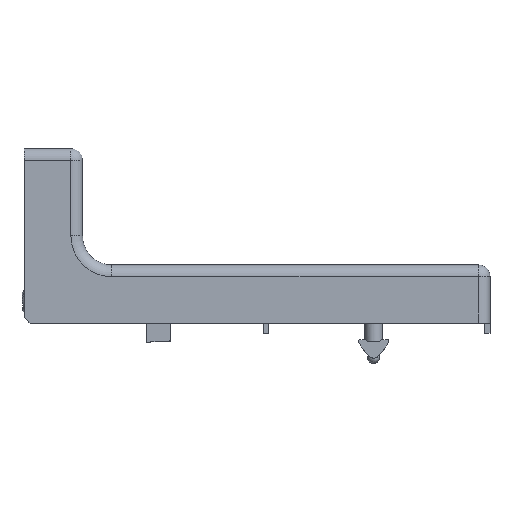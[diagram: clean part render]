
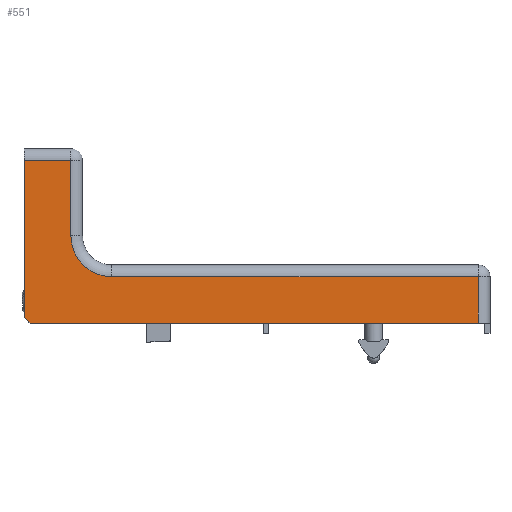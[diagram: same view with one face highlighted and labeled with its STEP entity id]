
A CAD part, top view. The second image highlights one B-rep face of the part: STEP entity #551.
In plain terms, the highlighted face is planar.
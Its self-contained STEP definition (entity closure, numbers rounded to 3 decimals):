
#551 = ADVANCED_FACE( '', ( #1191 ), #1192, .F. );
#1191 = FACE_OUTER_BOUND( '', #1956, .T. );
#1192 = PLANE( '', #1957 );
#1956 = EDGE_LOOP( '', ( #3437, #3438, #3439, #3440, #3441, #3442, #3443, #3444 ) );
#1957 = AXIS2_PLACEMENT_3D( '', #3445, #3446, #3447 );
#3437 = ORIENTED_EDGE( '', *, *, #4920, .T. );
#3438 = ORIENTED_EDGE( '', *, *, #4434, .T. );
#3439 = ORIENTED_EDGE( '', *, *, #4921, .F. );
#3440 = ORIENTED_EDGE( '', *, *, #4712, .F. );
#3441 = ORIENTED_EDGE( '', *, *, #4855, .F. );
#3442 = ORIENTED_EDGE( '', *, *, #4870, .T. );
#3443 = ORIENTED_EDGE( '', *, *, #4684, .T. );
#3444 = ORIENTED_EDGE( '', *, *, #4922, .T. );
#3445 = CARTESIAN_POINT( '', ( 56., 16., -19. ) );
#3446 = DIRECTION( '', ( 0., 0., 1. ) );
#3447 = DIRECTION( '', ( 1., 0., 0. ) );
#4434 = EDGE_CURVE( '', #5298, #5302, #5304, .F. );
#4684 = EDGE_CURVE( '', #5562, #5716, #5718, .F. );
#4712 = EDGE_CURVE( '', #5758, #5760, #5761, .T. );
#4855 = EDGE_CURVE( '', #5968, #5758, #5970, .T. );
#4870 = EDGE_CURVE( '', #5968, #5562, #5993, .F. );
#4920 = EDGE_CURVE( '', #6054, #5298, #6055, .F. );
#4921 = EDGE_CURVE( '', #5760, #5302, #6056, .T. );
#4922 = EDGE_CURVE( '', #5716, #6054, #6057, .T. );
#5298 = VERTEX_POINT( '', #6532 );
#5302 = VERTEX_POINT( '', #6537 );
#5304 = LINE( '', #6539, #6540 );
#5562 = VERTEX_POINT( '', #6910 );
#5716 = VERTEX_POINT( '', #7174 );
#5718 = LINE( '', #7176, #7177 );
#5758 = VERTEX_POINT( '', #7231 );
#5760 = VERTEX_POINT( '', #7234 );
#5761 = LINE( '', #7235, #7236 );
#5968 = VERTEX_POINT( '', #7591 );
#5970 = LINE( '', #7593, #7594 );
#5993 = LINE( '', #7628, #7629 );
#6054 = VERTEX_POINT( '', #7727 );
#6055 = LINE( '', #7728, #7729 );
#6056 = LINE( '', #7730, #7731 );
#6057 = CIRCLE( '', #7732, 14. );
#6532 = CARTESIAN_POINT( '', ( 56., 16., -19. ) );
#6537 = CARTESIAN_POINT( '', ( 56., 0., -19. ) );
#6539 = CARTESIAN_POINT( '', ( 56., 16., -19. ) );
#6540 = VECTOR( '', #8186, 1000. );
#6910 = CARTESIAN_POINT( '', ( 16., 156., -19. ) );
#7174 = CARTESIAN_POINT( '', ( 16., 30., -19. ) );
#7176 = CARTESIAN_POINT( '', ( 16., 16., -19. ) );
#7177 = VECTOR( '', #8499, 1000. );
#7231 = CARTESIAN_POINT( '', ( 0., 2., -19. ) );
#7234 = CARTESIAN_POINT( '', ( 2., 0., -19. ) );
#7235 = CARTESIAN_POINT( '', ( 0., 2., -19. ) );
#7236 = VECTOR( '', #8530, 1000. );
#7591 = CARTESIAN_POINT( '', ( 0., 156., -19. ) );
#7593 = CARTESIAN_POINT( '', ( 0., 160., -19. ) );
#7594 = VECTOR( '', #8703, 1000. );
#7628 = CARTESIAN_POINT( '', ( 56., 156., -19. ) );
#7629 = VECTOR( '', #8721, 1000. );
#7727 = CARTESIAN_POINT( '', ( 30., 16., -19. ) );
#7728 = CARTESIAN_POINT( '', ( 56., 16., -19. ) );
#7729 = VECTOR( '', #8771, 1000. );
#7730 = CARTESIAN_POINT( '', ( 2., 0., -19. ) );
#7731 = VECTOR( '', #8772, 1000. );
#7732 = AXIS2_PLACEMENT_3D( '', #8773, #8774, #8775 );
#8186 = DIRECTION( '', ( 0., 1., 0. ) );
#8499 = DIRECTION( '', ( 0., 1., 0. ) );
#8530 = DIRECTION( '', ( 0.707, -0.707, 0. ) );
#8703 = DIRECTION( '', ( 0., -1., 0. ) );
#8721 = DIRECTION( '', ( -1., 0., 0. ) );
#8771 = DIRECTION( '', ( -1., 0., 0. ) );
#8772 = DIRECTION( '', ( 1., 0., 0. ) );
#8773 = CARTESIAN_POINT( '', ( 30., 30., -19. ) );
#8774 = DIRECTION( '', ( 0., 0., 1. ) );
#8775 = DIRECTION( '', ( 1., 0., 0. ) );
